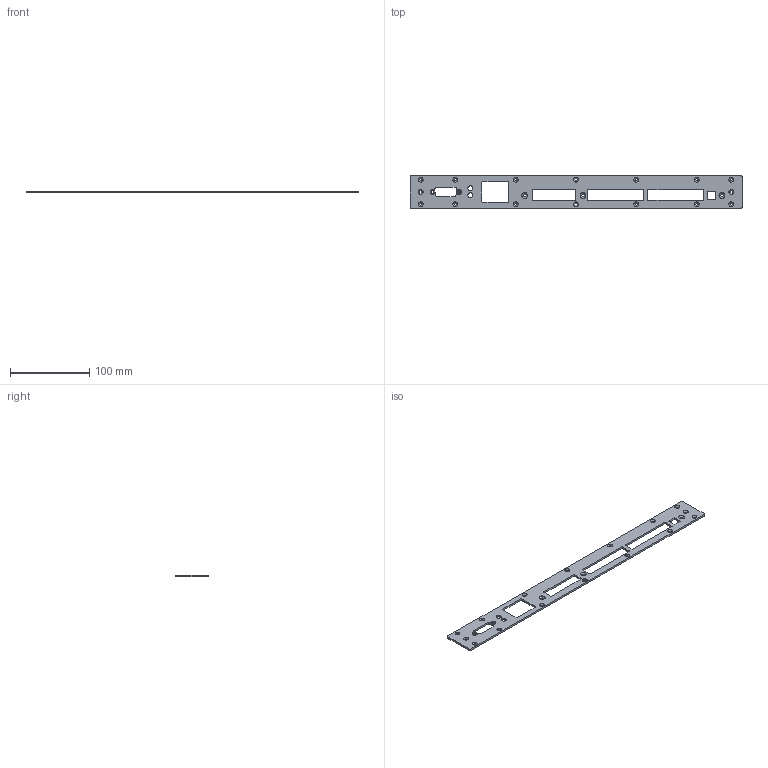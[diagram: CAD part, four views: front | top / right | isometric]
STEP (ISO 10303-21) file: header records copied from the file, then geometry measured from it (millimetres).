
FILE_DESCRIPTION(('Open CASCADE Model'),'2;1');
FILE_NAME('Open CASCADE Shape Model','2025-06-25T09:47:36',('Author'),( 'Open CASCADE'),'Open CASCADE STEP processor 7.5','Open CASCADE 7.5' ,'Unknown');
FILE_SCHEMA(('AUTOMOTIVE_DESIGN { 1 0 10303 214 1 1 1 1 }'));
Length unit declared in the file: millimetre
Products named in the file (1): Open CASCADE STEP translator 7.5 1
Bounding box: 419.1 x 40.64 x 2.5 mm (x, y, z)
Volume: 31683.9 mm3; surface area: 30360.7 mm2
Topology: 1 solids, 1 shells, 143 faces, 347 edges, 225 vertices
Faces by surface type: cylinder 73, plane 51, cone 19
Full cylindrical faces by diameter (mm): 3.2 x2, 3.248 x16, 3.918 x3, 6.094 x16, 6.35 x2, 7.364 x3
Entity records: 8959 total; most frequent: CARTESIAN_POINT 1736, DIRECTION 1398, ORIENTED_EDGE 694, PCURVE 694, DEFINITIONAL_REPRESENTATION 694, LINE 680, VECTOR 680, EDGE_CURVE 347
